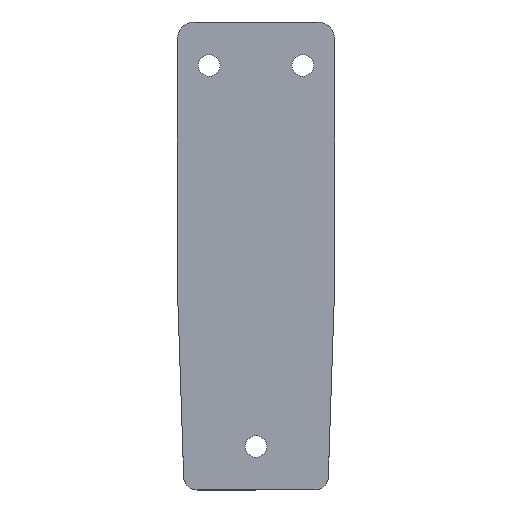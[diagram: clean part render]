
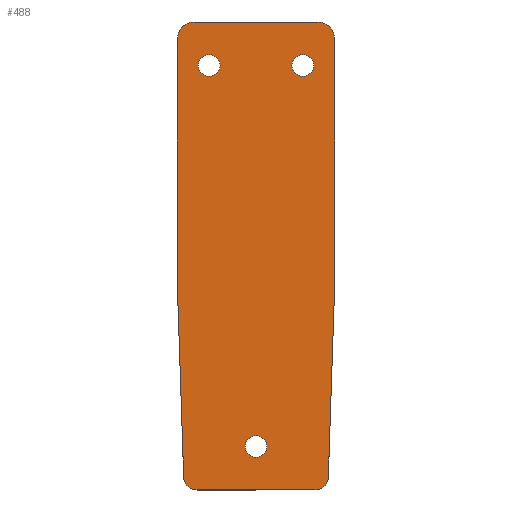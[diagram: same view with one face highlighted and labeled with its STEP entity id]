
A CAD part, top view. The second image highlights one B-rep face of the part: STEP entity #488.
In plain terms, the highlighted planar face has unit normal (0, 0, 1).
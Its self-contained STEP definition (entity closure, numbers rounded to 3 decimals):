
#8 = VERTEX_POINT ( 'NONE', #145 ) ;
#11 = CARTESIAN_POINT ( 'NONE',  ( -23.5, 60., 2.5 ) ) ;
#16 = CARTESIAN_POINT ( 'NONE',  ( -14., 127., 2.5 ) ) ;
#15 = CARTESIAN_POINT ( 'NONE',  ( 14., 127., 2.5 ) ) ;
#20 = CIRCLE ( 'NONE', #313, 4. ) ;
#24 = EDGE_CURVE ( 'NONE', #563, #661, #340, .T. ) ;
#25 = AXIS2_PLACEMENT_3D ( 'NONE', #129, #64, #664 ) ;
#27 = CIRCLE ( 'NONE', #323, 3.25 ) ;
#33 = EDGE_CURVE ( 'NONE', #647, #563, #318, .T. ) ;
#36 = DIRECTION ( 'NONE',  ( 1., 0., 0. ) ) ;
#38 = CARTESIAN_POINT ( 'NONE',  ( 21.629, 3.867, 2.5 ) ) ;
#44 = FACE_BOUND ( 'NONE', #416, .T. ) ;
#50 = VECTOR ( 'NONE', #605, 1000. ) ;
#53 = CARTESIAN_POINT ( 'NONE',  ( -14., 127., 2.5 ) ) ;
#56 = VECTOR ( 'NONE', #456, 1000. ) ;
#63 = LINE ( 'NONE', #663, #50 ) ;
#64 = DIRECTION ( 'NONE',  ( 0., 0., 1. ) ) ;
#66 = VERTEX_POINT ( 'NONE', #218 ) ;
#73 = EDGE_LOOP ( 'NONE', ( #528, #372, #158, #82, #379, #225, #650, #612, #230, #571 ) ) ;
#75 = EDGE_CURVE ( 'NONE', #195, #233, #335, .T. ) ;
#80 = LINE ( 'NONE', #11, #613 ) ;
#82 = ORIENTED_EDGE ( 'NONE', *, *, #234, .T. ) ;
#88 = CARTESIAN_POINT ( 'NONE',  ( 18.5, 135., 2.5 ) ) ;
#90 = ORIENTED_EDGE ( 'NONE', *, *, #404, .F. ) ;
#100 = DIRECTION ( 'NONE',  ( 0., 0., 1. ) ) ;
#104 = AXIS2_PLACEMENT_3D ( 'NONE', #53, #654, #587 ) ;
#112 = LINE ( 'NONE', #524, #56 ) ;
#113 = CARTESIAN_POINT ( 'NONE',  ( 23.5, 135., 2.5 ) ) ;
#115 = CIRCLE ( 'NONE', #461, 3.25 ) ;
#128 = CARTESIAN_POINT ( 'NONE',  ( -18.5, 135., 2.5 ) ) ;
#129 = CARTESIAN_POINT ( 'NONE',  ( 18.5, 135., 2.5 ) ) ;
#131 = EDGE_CURVE ( 'NONE', #8, #593, #170, .T. ) ;
#145 = CARTESIAN_POINT ( 'NONE',  ( -3.25, 13., 2.5 ) ) ;
#147 = CARTESIAN_POINT ( 'NONE',  ( -17.631, 0., 2.5 ) ) ;
#148 = PLANE ( 'NONE',  #25 ) ;
#158 = ORIENTED_EDGE ( 'NONE', *, *, #555, .T. ) ;
#160 = AXIS2_PLACEMENT_3D ( 'NONE', #387, #311, #520 ) ;
#162 = CARTESIAN_POINT ( 'NONE',  ( 14., 127., 2.5 ) ) ;
#164 = DIRECTION ( 'NONE',  ( -1., 0., 0. ) ) ;
#169 = FACE_BOUND ( 'NONE', #503, .T. ) ;
#170 = CIRCLE ( 'NONE', #160, 3.25 ) ;
#173 = EDGE_CURVE ( 'NONE', #593, #8, #546, .T. ) ;
#177 = CIRCLE ( 'NONE', #104, 3.25 ) ;
#180 = VERTEX_POINT ( 'NONE', #147 ) ;
#185 = DIRECTION ( 'NONE',  ( -1., 0., 0. ) ) ;
#193 = VERTEX_POINT ( 'NONE', #551 ) ;
#195 = VERTEX_POINT ( 'NONE', #480 ) ;
#197 = DIRECTION ( 'NONE',  ( 0., 1., 0. ) ) ;
#216 = VERTEX_POINT ( 'NONE', #414 ) ;
#218 = CARTESIAN_POINT ( 'NONE',  ( 10.75, 127., 2.5 ) ) ;
#225 = ORIENTED_EDGE ( 'NONE', *, *, #449, .T. ) ;
#226 = EDGE_CURVE ( 'NONE', #280, #193, #63, .T. ) ;
#230 = ORIENTED_EDGE ( 'NONE', *, *, #338, .T. ) ;
#233 = VERTEX_POINT ( 'NONE', #535 ) ;
#234 = EDGE_CURVE ( 'NONE', #390, #280, #281, .T. ) ;
#239 = DIRECTION ( 'NONE',  ( 0., 0., 1. ) ) ;
#242 = ORIENTED_EDGE ( 'NONE', *, *, #348, .F. ) ;
#245 = AXIS2_PLACEMENT_3D ( 'NONE', #128, #466, #400 ) ;
#251 = CARTESIAN_POINT ( 'NONE',  ( 18.5, 140., 2.5 ) ) ;
#262 = CARTESIAN_POINT ( 'NONE',  ( 23.5, 60., 2.5 ) ) ;
#263 = AXIS2_PLACEMENT_3D ( 'NONE', #632, #569, #504 ) ;
#274 = CIRCLE ( 'NONE', #457, 5. ) ;
#280 = VERTEX_POINT ( 'NONE', #440 ) ;
#281 = CIRCLE ( 'NONE', #245, 5. ) ;
#283 = ORIENTED_EDGE ( 'NONE', *, *, #131, .F. ) ;
#289 = VERTEX_POINT ( 'NONE', #369 ) ;
#300 = VERTEX_POINT ( 'NONE', #561 ) ;
#307 = CARTESIAN_POINT ( 'NONE',  ( -17.631, 4., 2.5 ) ) ;
#309 = CARTESIAN_POINT ( 'NONE',  ( 3.25, 13., 2.5 ) ) ;
#311 = DIRECTION ( 'NONE',  ( 0., 0., 1. ) ) ;
#313 = AXIS2_PLACEMENT_3D ( 'NONE', #307, #239, #164 ) ;
#318 = LINE ( 'NONE', #38, #395 ) ;
#322 = LINE ( 'NONE', #251, #652 ) ;
#323 = AXIS2_PLACEMENT_3D ( 'NONE', #162, #100, #36 ) ;
#331 = DIRECTION ( 'NONE',  ( 1., 0., 0. ) ) ;
#335 = CIRCLE ( 'NONE', #532, 3.25 ) ;
#338 = EDGE_CURVE ( 'NONE', #289, #647, #498, .T. ) ;
#340 = LINE ( 'NONE', #262, #601 ) ;
#348 = EDGE_CURVE ( 'NONE', #233, #195, #177, .T. ) ;
#353 = DIRECTION ( 'NONE',  ( 1., 0., 0. ) ) ;
#364 = ORIENTED_EDGE ( 'NONE', *, *, #75, .F. ) ;
#368 = CARTESIAN_POINT ( 'NONE',  ( -21.629, 3.867, 2.5 ) ) ;
#369 = CARTESIAN_POINT ( 'NONE',  ( 17.631, 0., 2.5 ) ) ;
#372 = ORIENTED_EDGE ( 'NONE', *, *, #648, .T. ) ;
#379 = ORIENTED_EDGE ( 'NONE', *, *, #226, .T. ) ;
#385 = EDGE_CURVE ( 'NONE', #633, #180, #20, .T. ) ;
#387 = CARTESIAN_POINT ( 'NONE',  ( 0., 13., 2.5 ) ) ;
#390 = VERTEX_POINT ( 'NONE', #509 ) ;
#395 = VECTOR ( 'NONE', #637, 1000. ) ;
#400 = DIRECTION ( 'NONE',  ( 1., 0., 0. ) ) ;
#404 = EDGE_CURVE ( 'NONE', #66, #216, #115, .T. ) ;
#409 = DIRECTION ( 'NONE',  ( 0., 0., 1. ) ) ;
#414 = CARTESIAN_POINT ( 'NONE',  ( 17.25, 127., 2.5 ) ) ;
#416 = EDGE_LOOP ( 'NONE', ( #242, #364 ) ) ;
#421 = DIRECTION ( 'NONE',  ( 0., 0., 1. ) ) ;
#424 = AXIS2_PLACEMENT_3D ( 'NONE', #542, #409, #331 ) ;
#440 = CARTESIAN_POINT ( 'NONE',  ( -23.5, 135., 2.5 ) ) ;
#449 = EDGE_CURVE ( 'NONE', #193, #633, #80, .T. ) ;
#456 = DIRECTION ( 'NONE',  ( 1., 0., 0. ) ) ;
#457 = AXIS2_PLACEMENT_3D ( 'NONE', #88, #421, #353 ) ;
#461 = AXIS2_PLACEMENT_3D ( 'NONE', #15, #622, #557 ) ;
#466 = DIRECTION ( 'NONE',  ( 0., 0., 1. ) ) ;
#477 = EDGE_LOOP ( 'NONE', ( #90, #545 ) ) ;
#480 = CARTESIAN_POINT ( 'NONE',  ( -10.75, 127., 2.5 ) ) ;
#487 = CARTESIAN_POINT ( 'NONE',  ( 21.629, 3.867, 2.5 ) ) ;
#488 = ADVANCED_FACE ( 'NONE', ( #44, #565, #169, #515 ), #148, .T. ) ;
#498 = CIRCLE ( 'NONE', #424, 4. ) ;
#503 = EDGE_LOOP ( 'NONE', ( #283, #634 ) ) ;
#504 = DIRECTION ( 'NONE',  ( 1., 0., 0. ) ) ;
#509 = CARTESIAN_POINT ( 'NONE',  ( -18.5, 140., 2.5 ) ) ;
#513 = EDGE_CURVE ( 'NONE', #216, #66, #27, .T. ) ;
#515 = FACE_BOUND ( 'NONE', #477, .T. ) ;
#520 = DIRECTION ( 'NONE',  ( 1., 0., 0. ) ) ;
#524 = CARTESIAN_POINT ( 'NONE',  ( -17.631, 0., 2.5 ) ) ;
#528 = ORIENTED_EDGE ( 'NONE', *, *, #24, .T. ) ;
#532 = AXIS2_PLACEMENT_3D ( 'NONE', #16, #623, #558 ) ;
#535 = CARTESIAN_POINT ( 'NONE',  ( -17.25, 127., 2.5 ) ) ;
#542 = CARTESIAN_POINT ( 'NONE',  ( 17.631, 4., 2.5 ) ) ;
#545 = ORIENTED_EDGE ( 'NONE', *, *, #513, .F. ) ;
#546 = CIRCLE ( 'NONE', #263, 3.25 ) ;
#551 = CARTESIAN_POINT ( 'NONE',  ( -23.5, 60., 2.5 ) ) ;
#555 = EDGE_CURVE ( 'NONE', #300, #390, #322, .T. ) ;
#558 = DIRECTION ( 'NONE',  ( 1., 0., 0. ) ) ;
#557 = DIRECTION ( 'NONE',  ( 1., 0., 0. ) ) ;
#561 = CARTESIAN_POINT ( 'NONE',  ( 18.5, 140., 2.5 ) ) ;
#563 = VERTEX_POINT ( 'NONE', #656 ) ;
#565 = FACE_OUTER_BOUND ( 'NONE', #73, .T. ) ;
#569 = DIRECTION ( 'NONE',  ( 0., 0., 1. ) ) ;
#571 = ORIENTED_EDGE ( 'NONE', *, *, #33, .T. ) ;
#587 = DIRECTION ( 'NONE',  ( 1., 0., 0. ) ) ;
#589 = EDGE_CURVE ( 'NONE', #180, #289, #112, .T. ) ;
#593 = VERTEX_POINT ( 'NONE', #309 ) ;
#601 = VECTOR ( 'NONE', #197, 1000. ) ;
#605 = DIRECTION ( 'NONE',  ( 0., -1., 0. ) ) ;
#612 = ORIENTED_EDGE ( 'NONE', *, *, #589, .T. ) ;
#613 = VECTOR ( 'NONE', #619, 1000. ) ;
#619 = DIRECTION ( 'NONE',  ( 0.033, -0.999, 0. ) ) ;
#623 = DIRECTION ( 'NONE',  ( 0., 0., 1. ) ) ;
#622 = DIRECTION ( 'NONE',  ( 0., 0., 1. ) ) ;
#632 = CARTESIAN_POINT ( 'NONE',  ( 0., 13., 2.5 ) ) ;
#633 = VERTEX_POINT ( 'NONE', #368 ) ;
#634 = ORIENTED_EDGE ( 'NONE', *, *, #173, .F. ) ;
#637 = DIRECTION ( 'NONE',  ( 0.033, 0.999, 0. ) ) ;
#647 = VERTEX_POINT ( 'NONE', #487 ) ;
#648 = EDGE_CURVE ( 'NONE', #661, #300, #274, .T. ) ;
#650 = ORIENTED_EDGE ( 'NONE', *, *, #385, .T. ) ;
#652 = VECTOR ( 'NONE', #185, 1000. ) ;
#654 = DIRECTION ( 'NONE',  ( 0., 0., 1. ) ) ;
#656 = CARTESIAN_POINT ( 'NONE',  ( 23.5, 60., 2.5 ) ) ;
#661 = VERTEX_POINT ( 'NONE', #113 ) ;
#663 = CARTESIAN_POINT ( 'NONE',  ( -23.5, 135., 2.5 ) ) ;
#664 = DIRECTION ( 'NONE',  ( 1., 0., 0. ) ) ;
